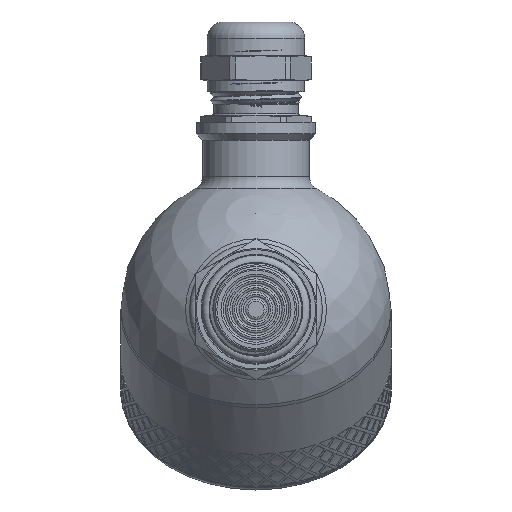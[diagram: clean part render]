
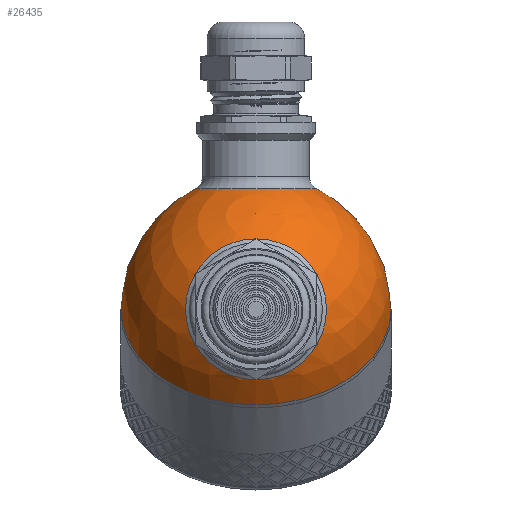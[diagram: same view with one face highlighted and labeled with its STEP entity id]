
A CAD part, left-side view. The second image highlights one B-rep face of the part: STEP entity #26435.
In plain terms, the highlighted spherical face has radius 30 mm.
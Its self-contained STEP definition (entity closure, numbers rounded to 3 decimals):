
#16=SPHERICAL_SURFACE('',#28185,30.);
#1126=FACE_BOUND('',#4228,.T.);
#1127=FACE_BOUND('',#4229,.T.);
#2490=FACE_OUTER_BOUND('',#4227,.T.);
#4227=EDGE_LOOP('',(#20372,#20373,#20374,#20375));
#4228=EDGE_LOOP('',(#20376));
#4229=EDGE_LOOP('',(#20377));
#5790=CIRCLE('',#28182,15.643);
#5793=CIRCLE('',#28186,30.);
#5794=CIRCLE('',#28187,30.);
#5795=CIRCLE('',#28188,30.);
#5796=CIRCLE('',#28189,13.5);
#11268=VERTEX_POINT('',#47032);
#11270=VERTEX_POINT('',#47038);
#11271=VERTEX_POINT('',#47039);
#11272=VERTEX_POINT('',#47041);
#11273=VERTEX_POINT('',#47044);
#14582=EDGE_CURVE('',#11268,#11268,#5790,.T.);
#14585=EDGE_CURVE('',#11270,#11271,#5793,.T.);
#14586=EDGE_CURVE('',#11270,#11272,#5794,.T.);
#14587=EDGE_CURVE('',#11271,#11270,#5795,.T.);
#14588=EDGE_CURVE('',#11273,#11273,#5796,.T.);
#20372=ORIENTED_EDGE('',*,*,#14585,.F.);
#20373=ORIENTED_EDGE('',*,*,#14586,.T.);
#20374=ORIENTED_EDGE('',*,*,#14586,.F.);
#20375=ORIENTED_EDGE('',*,*,#14587,.F.);
#20376=ORIENTED_EDGE('',*,*,#14582,.F.);
#20377=ORIENTED_EDGE('',*,*,#14588,.F.);
#26435=ADVANCED_FACE('',(#2490,#1126,#1127),#16,.T.);
#28182=AXIS2_PLACEMENT_3D('',#47033,#30554,#30555);
#28185=AXIS2_PLACEMENT_3D('',#47037,#30560,#30561);
#28186=AXIS2_PLACEMENT_3D('',#47040,#30562,#30563);
#28187=AXIS2_PLACEMENT_3D('',#47042,#30564,#30565);
#28188=AXIS2_PLACEMENT_3D('',#47043,#30566,#30567);
#28189=AXIS2_PLACEMENT_3D('',#47045,#30568,#30569);
#30554=DIRECTION('center_axis',(-0.707,0.,0.707));
#30555=DIRECTION('ref_axis',(0.707,0.,0.707));
#30560=DIRECTION('center_axis',(1.,0.,0.));
#30561=DIRECTION('ref_axis',(0.,-1.,0.));
#30562=DIRECTION('center_axis',(1.,0.,0.));
#30563=DIRECTION('ref_axis',(0.,1.,0.));
#30564=DIRECTION('center_axis',(0.,0.,1.));
#30565=DIRECTION('ref_axis',(0.,1.,0.));
#30566=DIRECTION('center_axis',(1.,0.,0.));
#30567=DIRECTION('ref_axis',(0.,1.,0.));
#30568=DIRECTION('center_axis',(-0.707,0.,-0.707));
#30569=DIRECTION('ref_axis',(-0.707,0.,0.707));
#47032=CARTESIAN_POINT('',(-29.162,0.,7.04));
#47033=CARTESIAN_POINT('Origin',(-18.101,0.,18.101));
#47037=CARTESIAN_POINT('Origin',(0.,0.,0.));
#47038=CARTESIAN_POINT('',(0.,30.,0.));
#47039=CARTESIAN_POINT('',(0.,-30.,0.));
#47040=CARTESIAN_POINT('Origin',(0.,0.,0.));
#47041=CARTESIAN_POINT('',(-30.,0.,0.));
#47042=CARTESIAN_POINT('Origin',(0.,0.,0.));
#47043=CARTESIAN_POINT('Origin',(0.,0.,0.));
#47044=CARTESIAN_POINT('',(-9.398,0.,-28.49));
#47045=CARTESIAN_POINT('Origin',(-18.944,0.,-18.944));
